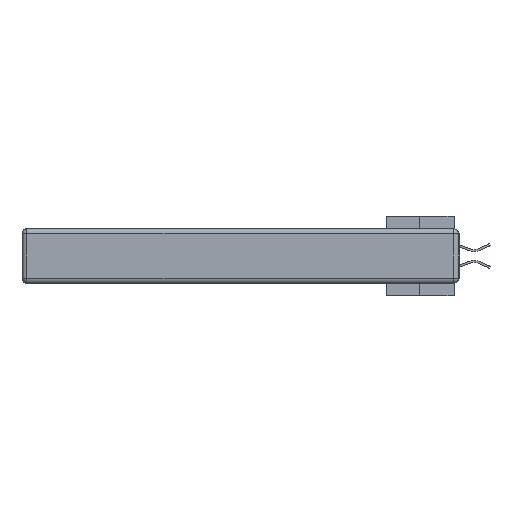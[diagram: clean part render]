
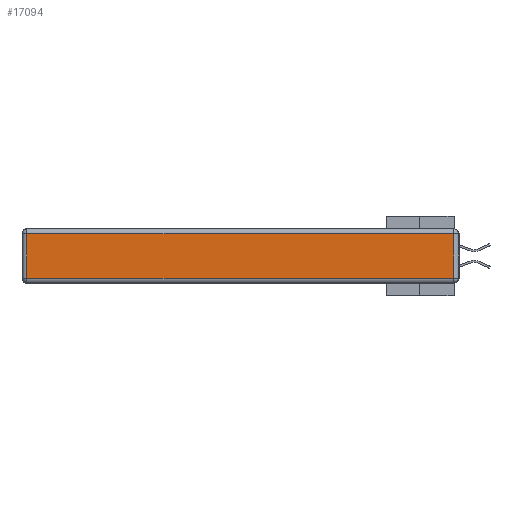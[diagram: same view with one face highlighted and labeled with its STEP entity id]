
A CAD part, left-side view. The second image highlights one B-rep face of the part: STEP entity #17094.
In plain terms, the highlighted planar face has unit normal (-1, 0, 0).
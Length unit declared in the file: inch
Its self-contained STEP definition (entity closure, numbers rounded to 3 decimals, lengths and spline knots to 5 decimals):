
#138 = CARTESIAN_POINT ( 'NONE',  ( 0., 0., -0.313 ) ) ;
#722 = VERTEX_POINT ( 'NONE', #2684 ) ;
#874 = DIRECTION ( 'NONE',  ( -1., 0., 0. ) ) ;
#1146 = EDGE_CURVE ( 'NONE', #15614, #4901, #1870, .T. ) ;
#1870 = LINE ( 'NONE', #138, #30864 ) ;
#2684 = CARTESIAN_POINT ( 'NONE',  ( 0., 0.03, -0.03 ) ) ;
#3243 = DIRECTION ( 'NONE',  ( 0., -1., 0. ) ) ;
#4901 = VERTEX_POINT ( 'NONE', #15896 ) ;
#5679 = EDGE_CURVE ( 'NONE', #722, #6905, #7337, .T. ) ;
#6905 = VERTEX_POINT ( 'NONE', #12881 ) ;
#7337 = LINE ( 'NONE', #30958, #29700 ) ;
#8560 = VECTOR ( 'NONE', #34205, 39.37008 ) ;
#8969 = ORIENTED_EDGE ( 'NONE', *, *, #13202, .T. ) ;
#10630 = CARTESIAN_POINT ( 'NONE',  ( 0., 0.03, -0.343 ) ) ;
#10904 = LINE ( 'NONE', #22328, #35871 ) ;
#12252 = ORIENTED_EDGE ( 'NONE', *, *, #1146, .T. ) ;
#12683 = PLANE ( 'NONE',  #19587 ) ;
#12881 = CARTESIAN_POINT ( 'NONE',  ( 0., 2.72, -0.03 ) ) ;
#13202 = EDGE_CURVE ( 'NONE', #6905, #15614, #10904, .T. ) ;
#13426 = LINE ( 'NONE', #10630, #8560 ) ;
#15614 = VERTEX_POINT ( 'NONE', #16964 ) ;
#15896 = CARTESIAN_POINT ( 'NONE',  ( 0., 0.03, -0.313 ) ) ;
#16593 = DIRECTION ( 'NONE',  ( 0., 0., -1. ) ) ;
#16964 = CARTESIAN_POINT ( 'NONE',  ( 0., 2.72, -0.313 ) ) ;
#17094 = ADVANCED_FACE ( 'NONE', ( #27623 ), #12683, .T. ) ;
#19587 = AXIS2_PLACEMENT_3D ( 'NONE', #35134, #874, #35367 ) ;
#20445 = EDGE_LOOP ( 'NONE', ( #12252, #22782, #33478, #8969 ) ) ;
#21664 = EDGE_CURVE ( 'NONE', #4901, #722, #13426, .T. ) ;
#22316 = DIRECTION ( 'NONE',  ( 0., 1., 0. ) ) ;
#22328 = CARTESIAN_POINT ( 'NONE',  ( 0., 2.72, -0.343 ) ) ;
#22782 = ORIENTED_EDGE ( 'NONE', *, *, #21664, .T. ) ;
#27623 = FACE_OUTER_BOUND ( 'NONE', #20445, .T. ) ;
#29700 = VECTOR ( 'NONE', #22316, 39.37008 ) ;
#30864 = VECTOR ( 'NONE', #3243, 39.37008 ) ;
#30958 = CARTESIAN_POINT ( 'NONE',  ( 0., 2.75, -0.03 ) ) ;
#33478 = ORIENTED_EDGE ( 'NONE', *, *, #5679, .T. ) ;
#34205 = DIRECTION ( 'NONE',  ( 0., 0., 1. ) ) ;
#35134 = CARTESIAN_POINT ( 'NONE',  ( 0., 0., -0.343 ) ) ;
#35367 = DIRECTION ( 'NONE',  ( 0., 0., 1. ) ) ;
#35871 = VECTOR ( 'NONE', #16593, 39.37008 ) ;
